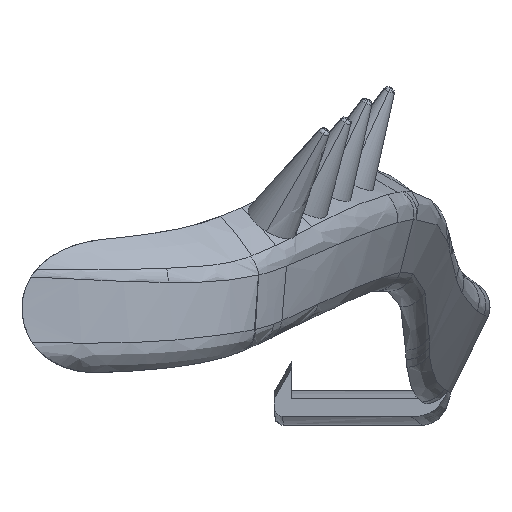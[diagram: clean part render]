
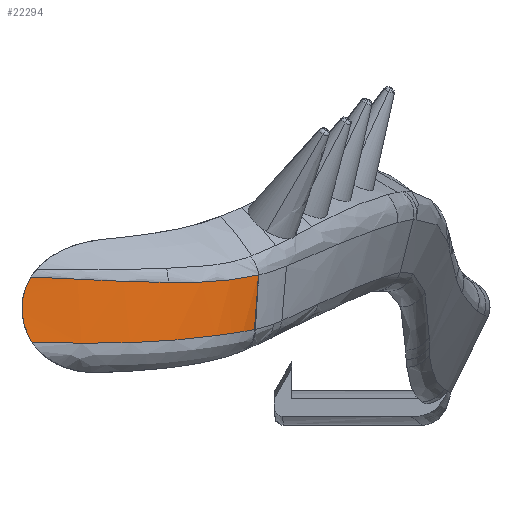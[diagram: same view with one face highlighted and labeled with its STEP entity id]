
A CAD part, left-side view. The second image highlights one B-rep face of the part: STEP entity #22294.
In plain terms, the highlighted free-form (B-spline) face has degree [1, 3] with [2, 9] control points.
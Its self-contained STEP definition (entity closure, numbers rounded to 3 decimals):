
#17147=CARTESIAN_POINT('Vertex',(-67.02,5.653,15.303)) ;
#17529=CARTESIAN_POINT('Vertex',(-70.961,11.043,14.85)) ;
#17533=CARTESIAN_POINT('Control Point',(-67.02,5.653,15.303)) ;
#17534=CARTESIAN_POINT('Control Point',(-67.151,5.778,15.272)) ;
#17535=CARTESIAN_POINT('Control Point',(-67.289,5.911,15.239)) ;
#17536=CARTESIAN_POINT('Control Point',(-67.419,6.043,15.21)) ;
#17537=CARTESIAN_POINT('Control Point',(-67.811,6.447,15.127)) ;
#17538=CARTESIAN_POINT('Control Point',(-68.186,6.865,15.059)) ;
#17539=CARTESIAN_POINT('Control Point',(-68.428,7.151,15.02)) ;
#17540=CARTESIAN_POINT('Control Point',(-68.724,7.517,14.977)) ;
#17541=CARTESIAN_POINT('Control Point',(-69.009,7.893,14.944)) ;
#17542=CARTESIAN_POINT('Control Point',(-69.056,7.957,14.938)) ;
#17543=CARTESIAN_POINT('Control Point',(-69.167,8.106,14.926)) ;
#17544=CARTESIAN_POINT('Control Point',(-69.272,8.252,14.916)) ;
#17545=CARTESIAN_POINT('Control Point',(-69.322,8.322,14.911)) ;
#17546=CARTESIAN_POINT('Control Point',(-69.487,8.556,14.896)) ;
#17547=CARTESIAN_POINT('Control Point',(-69.642,8.785,14.885)) ;
#17548=CARTESIAN_POINT('Control Point',(-69.742,8.934,14.879)) ;
#17549=CARTESIAN_POINT('Control Point',(-69.885,9.155,14.871)) ;
#17550=CARTESIAN_POINT('Control Point',(-70.028,9.386,14.864)) ;
#17551=CARTESIAN_POINT('Control Point',(-70.058,9.434,14.863)) ;
#17552=CARTESIAN_POINT('Control Point',(-70.269,9.777,14.854)) ;
#17553=CARTESIAN_POINT('Control Point',(-70.472,10.125,14.851)) ;
#17554=CARTESIAN_POINT('Control Point',(-70.644,10.435,14.848)) ;
#17555=CARTESIAN_POINT('Control Point',(-70.806,10.738,14.848)) ;
#17556=CARTESIAN_POINT('Control Point',(-70.961,11.043,14.85)) ;
#17607=CARTESIAN_POINT('Vertex',(-73.699,19.218,15.173)) ;
#17611=CARTESIAN_POINT('Control Point',(-70.961,11.043,14.849)) ;
#17612=CARTESIAN_POINT('Control Point',(-71.267,11.646,14.851)) ;
#17613=CARTESIAN_POINT('Control Point',(-71.551,12.256,14.862)) ;
#17614=CARTESIAN_POINT('Control Point',(-71.812,12.872,14.88)) ;
#17615=CARTESIAN_POINT('Control Point',(-72.297,14.114,14.926)) ;
#17616=CARTESIAN_POINT('Control Point',(-72.712,15.375,14.989)) ;
#17617=CARTESIAN_POINT('Control Point',(-72.904,16.008,15.022)) ;
#17618=CARTESIAN_POINT('Control Point',(-73.19,17.03,15.075)) ;
#17619=CARTESIAN_POINT('Control Point',(-73.441,18.055,15.124)) ;
#17620=CARTESIAN_POINT('Control Point',(-73.531,18.442,15.141)) ;
#17621=CARTESIAN_POINT('Control Point',(-73.617,18.83,15.158)) ;
#17622=CARTESIAN_POINT('Control Point',(-73.699,19.218,15.173)) ;
#22137=CARTESIAN_POINT('Control Point',(-66.726,5.893,12.045)) ;
#22138=CARTESIAN_POINT('Control Point',(-66.79,5.837,12.778)) ;
#22139=CARTESIAN_POINT('Control Point',(-66.854,5.782,13.511)) ;
#22140=CARTESIAN_POINT('Control Point',(-66.882,5.757,13.838)) ;
#22141=CARTESIAN_POINT('Control Point',(-66.946,5.701,14.572)) ;
#22142=CARTESIAN_POINT('Control Point',(-67.01,5.646,15.305)) ;
#22143=CARTESIAN_POINT('Vertex',(-66.726,5.893,12.045)) ;
#22225=CARTESIAN_POINT('Control Point',(-67.02,5.653,15.303)) ;
#22226=CARTESIAN_POINT('Control Point',(-67.972,6.556,15.072)) ;
#22227=CARTESIAN_POINT('Control Point',(-69.359,8.223,14.868)) ;
#22228=CARTESIAN_POINT('Control Point',(-70.547,10.229,14.846)) ;
#22229=CARTESIAN_POINT('Control Point',(-71.453,12.009,14.854)) ;
#22230=CARTESIAN_POINT('Control Point',(-72.162,13.698,14.905)) ;
#22231=CARTESIAN_POINT('Control Point',(-73.091,16.541,15.05)) ;
#22232=CARTESIAN_POINT('Control Point',(-73.556,18.482,15.149)) ;
#22233=CARTESIAN_POINT('Control Point',(-73.816,19.786,15.196)) ;
#22234=CARTESIAN_POINT('Control Point',(-66.725,5.894,12.032)) ;
#22235=CARTESIAN_POINT('Control Point',(-67.795,6.671,11.898)) ;
#22236=CARTESIAN_POINT('Control Point',(-69.253,8.27,11.651)) ;
#22237=CARTESIAN_POINT('Control Point',(-70.446,10.252,11.437)) ;
#22238=CARTESIAN_POINT('Control Point',(-71.349,12.02,11.302)) ;
#22239=CARTESIAN_POINT('Control Point',(-72.054,13.703,11.231)) ;
#22240=CARTESIAN_POINT('Control Point',(-72.971,16.543,11.216)) ;
#22241=CARTESIAN_POINT('Control Point',(-73.442,18.477,11.262)) ;
#22242=CARTESIAN_POINT('Control Point',(-73.716,19.774,11.301)) ;
#22244=CARTESIAN_POINT('Control Point',(-73.583,19.159,11.283)) ;
#22245=CARTESIAN_POINT('Control Point',(-73.7,19.605,11.965)) ;
#22246=CARTESIAN_POINT('Control Point',(-73.773,19.868,12.775)) ;
#22247=CARTESIAN_POINT('Control Point',(-73.799,19.896,13.686)) ;
#22248=CARTESIAN_POINT('Control Point',(-73.772,19.65,14.489)) ;
#22249=CARTESIAN_POINT('Control Point',(-73.699,19.218,15.174)) ;
#22250=CARTESIAN_POINT('Vertex',(-73.583,19.159,11.283)) ;
#22254=CARTESIAN_POINT('Control Point',(-69.033,8.162,11.687)) ;
#22255=CARTESIAN_POINT('Control Point',(-69.264,8.458,11.647)) ;
#22256=CARTESIAN_POINT('Control Point',(-69.495,8.772,11.606)) ;
#22257=CARTESIAN_POINT('Control Point',(-69.713,9.093,11.567)) ;
#22258=CARTESIAN_POINT('Control Point',(-70.135,9.742,11.493)) ;
#22259=CARTESIAN_POINT('Control Point',(-70.52,10.411,11.429)) ;
#22260=CARTESIAN_POINT('Control Point',(-70.71,10.763,11.398)) ;
#22261=CARTESIAN_POINT('Control Point',(-71.235,11.789,11.319)) ;
#22262=CARTESIAN_POINT('Control Point',(-71.694,12.843,11.267)) ;
#22263=CARTESIAN_POINT('Control Point',(-71.959,13.512,11.245)) ;
#22264=CARTESIAN_POINT('Control Point',(-72.502,15.027,11.216)) ;
#22265=CARTESIAN_POINT('Control Point',(-72.953,16.571,11.226)) ;
#22266=CARTESIAN_POINT('Control Point',(-73.182,17.43,11.24)) ;
#22267=CARTESIAN_POINT('Control Point',(-73.391,18.293,11.261)) ;
#22268=CARTESIAN_POINT('Control Point',(-73.583,19.159,11.283)) ;
#22269=CARTESIAN_POINT('Vertex',(-69.033,8.162,11.687)) ;
#22273=CARTESIAN_POINT('Control Point',(-66.725,5.894,12.032)) ;
#22274=CARTESIAN_POINT('Control Point',(-66.842,5.979,12.017)) ;
#22275=CARTESIAN_POINT('Control Point',(-66.954,6.064,12.003)) ;
#22276=CARTESIAN_POINT('Control Point',(-67.065,6.15,11.989)) ;
#22277=CARTESIAN_POINT('Control Point',(-67.429,6.446,11.94)) ;
#22278=CARTESIAN_POINT('Control Point',(-67.772,6.758,11.891)) ;
#22279=CARTESIAN_POINT('Control Point',(-67.988,6.968,11.858)) ;
#22280=CARTESIAN_POINT('Control Point',(-68.339,7.333,11.803)) ;
#22281=CARTESIAN_POINT('Control Point',(-68.669,7.713,11.749)) ;
#22282=CARTESIAN_POINT('Control Point',(-68.789,7.856,11.728)) ;
#22283=CARTESIAN_POINT('Control Point',(-68.911,8.006,11.708)) ;
#22284=CARTESIAN_POINT('Control Point',(-69.033,8.162,11.687)) ;
#22287=ORIENTED_EDGE('',*,*,#22252,.F.) ;
#22288=ORIENTED_EDGE('',*,*,#22271,.F.) ;
#22289=ORIENTED_EDGE('',*,*,#22285,.F.) ;
#22290=ORIENTED_EDGE('',*,*,#22145,.T.) ;
#22291=ORIENTED_EDGE('',*,*,#17557,.T.) ;
#22292=ORIENTED_EDGE('',*,*,#17623,.T.) ;
#22294=ADVANCED_FACE('DECO_Sample_Thron',(#22293),#22224,.F.) ;
#17532=B_SPLINE_CURVE_WITH_KNOTS('',5,(#17533,#17534,#17535,#17536,#17537,#17538,#17539,#17540,#17541,#17542,#17543,#17544,#17545,#17546,#17547,#17548,#17549,#17550,#17551,#17552,#17553,#17554,#17555,#17556),.UNSPECIFIED.,.F.,.U.,(6,3,3,3,3,3,3,6),(0.,1.287,3.886,4.545,5.184,6.683,7.077,9.467),.UNSPECIFIED.) ;
#22136=B_SPLINE_CURVE_WITH_KNOTS('',5,(#22137,#22138,#22139,#22140,#22141,#22142),.UNSPECIFIED.,.F.,.U.,(6,6),(0.,5.218),.UNSPECIFIED.) ;
#22243=B_SPLINE_CURVE_WITH_KNOTS('',5,(#22244,#22245,#22246,#22247,#22248,#22249),.UNSPECIFIED.,.F.,.U.,(6,6),(0.,5.695),.UNSPECIFIED.) ;
#22253=B_SPLINE_CURVE_WITH_KNOTS('',5,(#22254,#22255,#22256,#22257,#22258,#22259,#22260,#22261,#22262,#22263,#22264,#22265,#22266,#22267,#22268),.UNSPECIFIED.,.F.,.U.,(6,3,3,3,6),(4.499,6.919,9.986,15.129,21.493),.UNSPECIFIED.) ;
#22272=B_SPLINE_CURVE_WITH_KNOTS('',5,(#22273,#22274,#22275,#22276,#22277,#22278,#22279,#22280,#22281,#22282,#22283,#22284),.UNSPECIFIED.,.F.,.U.,(6,3,3,6),(0.,0.96,3.228,4.499),.UNSPECIFIED.) ;
#22224=B_SPLINE_SURFACE_WITH_KNOTS('',1,3,((#22225,#22226,#22227,#22228,#22229,#22230,#22231,#22232,#22233),(#22234,#22235,#22236,#22237,#22238,#22239,#22240,#22241,#22242)),.UNSPECIFIED.,.F.,.F.,.U.,(2,2),(4,1,1,1,1,1,4),(0.,3.55),(0.,3.99,6.483,6.982,9.974,11.969,15.958),.UNSPECIFIED.) ;
#17557=EDGE_CURVE('',#17148,#17530,#17532,.T.) ;
#17623=EDGE_CURVE('',#17530,#17608,#17610,.T.) ;
#22145=EDGE_CURVE('',#22144,#17148,#22136,.T.) ;
#22252=EDGE_CURVE('',#22251,#17608,#22243,.T.) ;
#22271=EDGE_CURVE('',#22270,#22251,#22253,.T.) ;
#22285=EDGE_CURVE('',#22144,#22270,#22272,.T.) ;
#22286=EDGE_LOOP('',(#22287,#22288,#22289,#22290,#22291,#22292)) ;
#22293=FACE_OUTER_BOUND('',#22286,.T.) ;
#17148=VERTEX_POINT('',#17147) ;
#17530=VERTEX_POINT('',#17529) ;
#17608=VERTEX_POINT('',#17607) ;
#22144=VERTEX_POINT('',#22143) ;
#22251=VERTEX_POINT('',#22250) ;
#22270=VERTEX_POINT('',#22269) ;
#17610=(BOUNDED_CURVE()B_SPLINE_CURVE(5,(#17611,#17612,#17613,#17614,#17615,#17616,#17617,#17618,#17619,#17620,#17621,#17622),.UNSPECIFIED.,.F.,.U.)B_SPLINE_CURVE_WITH_KNOTS((6,3,3,6),(6.671,9.981,13.292,15.3),.UNSPECIFIED.)CURVE()GEOMETRIC_REPRESENTATION_ITEM()RATIONAL_B_SPLINE_CURVE((1.,1.,1.,1.,1.,1.,1.,1.,1.,1.,1.,1.))REPRESENTATION_ITEM('')) ;
